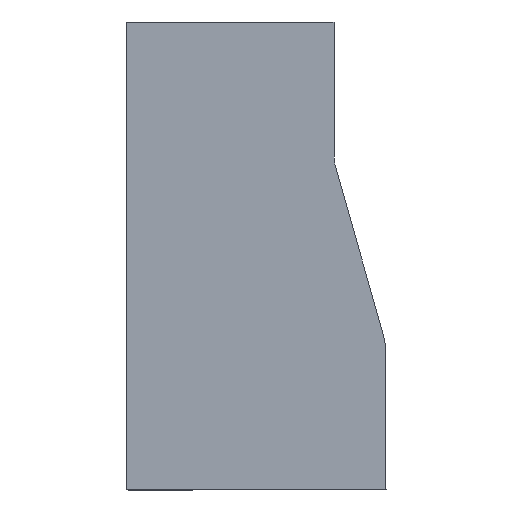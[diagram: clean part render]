
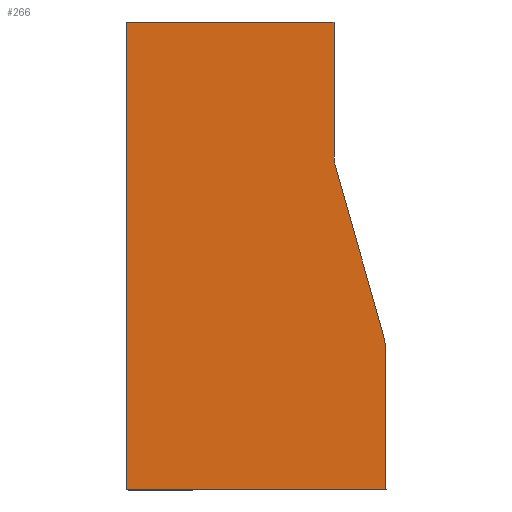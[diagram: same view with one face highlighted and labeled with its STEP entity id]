
A CAD part, front view. The second image highlights one B-rep face of the part: STEP entity #266.
In plain terms, the highlighted planar face has unit normal (0, -1, 0).
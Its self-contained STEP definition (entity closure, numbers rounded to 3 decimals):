
#5 = AXIS2_PLACEMENT_3D ( 'NONE', #954, #946, #945 ) ;
#48 = AXIS2_PLACEMENT_3D ( 'NONE', #487, #488, #489 ) ;
#50 = AXIS2_PLACEMENT_3D ( 'NONE', #484, #485, #486 ) ;
#168 = CARTESIAN_POINT ( 'NONE',  ( 120., 0., 0. ) ) ;
#169 = DIRECTION ( 'NONE',  ( 0., 0., 1. ) ) ;
#199 = CARTESIAN_POINT ( 'NONE',  ( 140., 0., -180. ) ) ;
#200 = CARTESIAN_POINT ( 'NONE',  ( 120., 0., -50.938 ) ) ;
#211 = CARTESIAN_POINT ( 'NONE',  ( 120., 0., 0. ) ) ;
#235 = CARTESIAN_POINT ( 'NONE',  ( 120.77, 0., -56.433 ) ) ;
#266 = ADVANCED_FACE ( 'NONE', ( #1174 ), #949, .F. ) ;
#412 = CARTESIAN_POINT ( 'NONE',  ( 140., 0., -127.941 ) ) ;
#413 = DIRECTION ( 'NONE',  ( 0., 0., 1. ) ) ;
#461 = DIRECTION ( 'NONE',  ( -0.275, 0., 0.962 ) ) ;
#464 = CARTESIAN_POINT ( 'NONE',  ( -40., 0., 0. ) ) ;
#465 = DIRECTION ( 'NONE',  ( 1., 0., 0. ) ) ;
#470 = CARTESIAN_POINT ( 'NONE',  ( -60., 0., -180. ) ) ;
#471 = DIRECTION ( 'NONE',  ( -1., 0., 0. ) ) ;
#473 = CARTESIAN_POINT ( 'NONE',  ( 120.77, 0., -56.433 ) ) ;
#480 = CARTESIAN_POINT ( 'NONE',  ( 40., 0., 0. ) ) ;
#481 = DIRECTION ( 'NONE',  ( 0., 0., 1. ) ) ;
#484 = CARTESIAN_POINT ( 'NONE',  ( 110., 0., -127.941 ) ) ;
#485 = DIRECTION ( 'NONE',  ( 0., -1., 0. ) ) ;
#486 = DIRECTION ( 'NONE',  ( 0., 0., 1. ) ) ;
#487 = CARTESIAN_POINT ( 'NONE',  ( 140., 0., -50.938 ) ) ;
#488 = DIRECTION ( 'NONE',  ( 0., 1., 0. ) ) ;
#489 = DIRECTION ( 'NONE',  ( 0., 0., 1. ) ) ;
#665 = VERTEX_POINT ( 'NONE', #1751 ) ;
#683 = VERTEX_POINT ( 'NONE', #1710 ) ;
#692 = VERTEX_POINT ( 'NONE', #1688 ) ;
#729 = EDGE_LOOP ( 'NONE', ( #1504, #1459, #1466, #1496, #1465, #1464, #1494, #1463 ) ) ;
#829 = VERTEX_POINT ( 'NONE', #1664 ) ;
#945 = DIRECTION ( 'NONE',  ( 0., 0., 1. ) ) ;
#946 = DIRECTION ( 'NONE',  ( 0., 1., 0. ) ) ;
#949 = PLANE ( 'NONE',  #5 ) ;
#954 = CARTESIAN_POINT ( 'NONE',  ( -60., 0., -50.938 ) ) ;
#1023 = EDGE_CURVE ( 'NONE', #1127, #829, #1340, .T. ) ;
#1046 = EDGE_CURVE ( 'NONE', #683, #1139, #1380, .T. ) ;
#1049 = EDGE_CURVE ( 'NONE', #1127, #692, #1386, .T. ) ;
#1054 = EDGE_CURVE ( 'NONE', #692, #683, #1395, .T. ) ;
#1055 = EDGE_CURVE ( 'NONE', #829, #665, #1397, .T. ) ;
#1056 = EDGE_CURVE ( 'NONE', #665, #1507, #1399, .T. ) ;
#1057 = EDGE_CURVE ( 'NONE', #1507, #1128, #1400, .T. ) ;
#1105 = EDGE_CURVE ( 'NONE', #1128, #1139, #1590, .T. ) ;
#1127 = VERTEX_POINT ( 'NONE', #199 ) ;
#1128 = VERTEX_POINT ( 'NONE', #200 ) ;
#1139 = VERTEX_POINT ( 'NONE', #211 ) ;
#1174 = FACE_OUTER_BOUND ( 'NONE', #729, .T. ) ;
#1340 = LINE ( 'NONE', #412, #1343 ) ;
#1343 = VECTOR ( 'NONE', #413, 1000. ) ;
#1380 = LINE ( 'NONE', #464, #1383 ) ;
#1383 = VECTOR ( 'NONE', #465, 1000. ) ;
#1386 = LINE ( 'NONE', #470, #1389 ) ;
#1389 = VECTOR ( 'NONE', #471, 1000. ) ;
#1395 = LINE ( 'NONE', #480, #1398 ) ;
#1397 = CIRCLE ( 'NONE', #50, 30. ) ;
#1398 = VECTOR ( 'NONE', #481, 1000. ) ;
#1399 = LINE ( 'NONE', #473, #1401 ) ;
#1400 = CIRCLE ( 'NONE', #48, 20. ) ;
#1401 = VECTOR ( 'NONE', #461, 1000. ) ;
#1459 = ORIENTED_EDGE ( 'NONE', *, *, #1054, .F. ) ;
#1463 = ORIENTED_EDGE ( 'NONE', *, *, #1105, .T. ) ;
#1464 = ORIENTED_EDGE ( 'NONE', *, *, #1056, .T. ) ;
#1465 = ORIENTED_EDGE ( 'NONE', *, *, #1055, .T. ) ;
#1466 = ORIENTED_EDGE ( 'NONE', *, *, #1049, .F. ) ;
#1494 = ORIENTED_EDGE ( 'NONE', *, *, #1057, .T. ) ;
#1496 = ORIENTED_EDGE ( 'NONE', *, *, #1023, .T. ) ;
#1504 = ORIENTED_EDGE ( 'NONE', *, *, #1046, .F. ) ;
#1507 = VERTEX_POINT ( 'NONE', #235 ) ;
#1590 = LINE ( 'NONE', #168, #1593 ) ;
#1593 = VECTOR ( 'NONE', #169, 1000. ) ;
#1664 = CARTESIAN_POINT ( 'NONE',  ( 140., 0., -127.941 ) ) ;
#1688 = CARTESIAN_POINT ( 'NONE',  ( 40., 0., -180. ) ) ;
#1710 = CARTESIAN_POINT ( 'NONE',  ( 40., 0., 0. ) ) ;
#1751 = CARTESIAN_POINT ( 'NONE',  ( 138.846, 0., -119.7 ) ) ;
